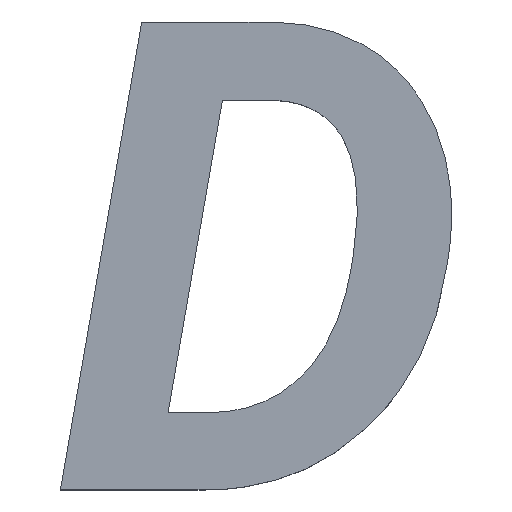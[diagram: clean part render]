
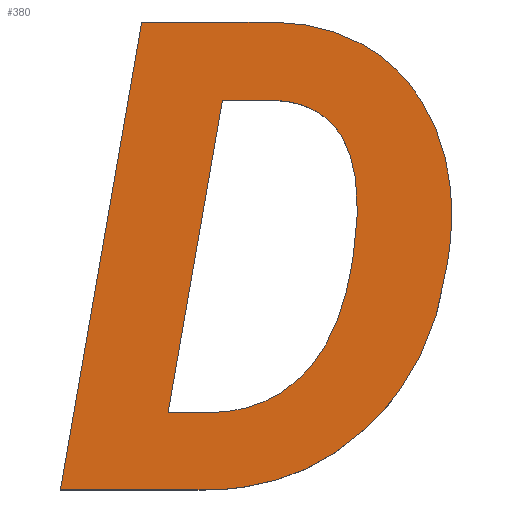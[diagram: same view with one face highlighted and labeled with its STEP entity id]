
A CAD part, top view. The second image highlights one B-rep face of the part: STEP entity #380.
In plain terms, the highlighted planar face has unit normal (0, 0, 1).
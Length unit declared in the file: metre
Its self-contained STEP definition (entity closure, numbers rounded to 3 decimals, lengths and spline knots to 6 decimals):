
#24=CIRCLE('',#407,0.001965);
#25=CIRCLE('',#409,0.003486);
#34=B_SPLINE_CURVE_WITH_KNOTS('',2,(#545,#546,#547),.UNSPECIFIED.,.F.,.F.,
(3,3),(0.,1.),.PIECEWISE_BEZIER_KNOTS.);
#35=B_SPLINE_CURVE_WITH_KNOTS('',2,(#558,#559,#560),.UNSPECIFIED.,.F.,.F.,
(3,3),(0.,1.),.PIECEWISE_BEZIER_KNOTS.);
#36=B_SPLINE_CURVE_WITH_KNOTS('',2,(#573,#574,#575),.UNSPECIFIED.,.F.,.F.,
(3,3),(0.,1.),.PIECEWISE_BEZIER_KNOTS.);
#37=B_SPLINE_CURVE_WITH_KNOTS('',2,(#586,#587,#588),.UNSPECIFIED.,.F.,.F.,
(3,3),(0.,1.),.PIECEWISE_BEZIER_KNOTS.);
#38=B_SPLINE_CURVE_WITH_KNOTS('',2,(#631,#632,#633),.UNSPECIFIED.,.F.,.F.,
(3,3),(0.,1.),.PIECEWISE_BEZIER_KNOTS.);
#39=B_SPLINE_CURVE_WITH_KNOTS('',2,(#648,#649,#650),.UNSPECIFIED.,.F.,.F.,
(3,3),(0.,1.),.PIECEWISE_BEZIER_KNOTS.);
#40=B_SPLINE_CURVE_WITH_KNOTS('',2,(#663,#664,#665),.UNSPECIFIED.,.F.,.F.,
(3,3),(0.,1.),.PIECEWISE_BEZIER_KNOTS.);
#41=B_SPLINE_CURVE_WITH_KNOTS('',2,(#667,#668,#669),.UNSPECIFIED.,.F.,.F.,
(3,3),(0.,1.),.PIECEWISE_BEZIER_KNOTS.);
#128=ORIENTED_EDGE('',*,*,#185,.F.);
#129=ORIENTED_EDGE('',*,*,#188,.F.);
#130=ORIENTED_EDGE('',*,*,#203,.F.);
#131=ORIENTED_EDGE('',*,*,#202,.F.);
#132=ORIENTED_EDGE('',*,*,#190,.F.);
#133=ORIENTED_EDGE('',*,*,#200,.F.);
#134=ORIENTED_EDGE('',*,*,#199,.F.);
#135=ORIENTED_EDGE('',*,*,#197,.F.);
#136=ORIENTED_EDGE('',*,*,#195,.F.);
#137=ORIENTED_EDGE('',*,*,#192,.F.);
#138=ORIENTED_EDGE('',*,*,#183,.F.);
#139=ORIENTED_EDGE('',*,*,#182,.F.);
#140=ORIENTED_EDGE('',*,*,#177,.F.);
#141=ORIENTED_EDGE('',*,*,#175,.F.);
#142=ORIENTED_EDGE('',*,*,#180,.F.);
#143=ORIENTED_EDGE('',*,*,#172,.F.);
#144=ORIENTED_EDGE('',*,*,#170,.F.);
#145=ORIENTED_EDGE('',*,*,#179,.F.);
#170=EDGE_CURVE('',#223,#222,#34,.T.);
#172=EDGE_CURVE('',#222,#224,#35,.T.);
#175=EDGE_CURVE('',#226,#225,#36,.T.);
#177=EDGE_CURVE('',#225,#227,#37,.T.);
#179=EDGE_CURVE('',#228,#223,#255,.T.);
#180=EDGE_CURVE('',#224,#226,#256,.T.);
#182=EDGE_CURVE('',#227,#229,#258,.T.);
#183=EDGE_CURVE('',#229,#228,#259,.T.);
#185=EDGE_CURVE('',#230,#231,#261,.T.);
#188=EDGE_CURVE('',#232,#230,#264,.T.);
#190=EDGE_CURVE('',#233,#234,#266,.T.);
#192=EDGE_CURVE('',#231,#235,#268,.T.);
#195=EDGE_CURVE('',#235,#236,#38,.T.);
#197=EDGE_CURVE('',#236,#237,#24,.F.);
#199=EDGE_CURVE('',#237,#238,#39,.T.);
#200=EDGE_CURVE('',#238,#233,#25,.F.);
#202=EDGE_CURVE('',#234,#239,#40,.T.);
#203=EDGE_CURVE('',#239,#232,#41,.T.);
#222=VERTEX_POINT('',#542);
#223=VERTEX_POINT('',#544);
#224=VERTEX_POINT('',#557);
#225=VERTEX_POINT('',#570);
#226=VERTEX_POINT('',#572);
#227=VERTEX_POINT('',#585);
#228=VERTEX_POINT('',#591);
#229=VERTEX_POINT('',#597);
#230=VERTEX_POINT('',#603);
#231=VERTEX_POINT('',#605);
#232=VERTEX_POINT('',#609);
#233=VERTEX_POINT('',#613);
#234=VERTEX_POINT('',#615);
#235=VERTEX_POINT('',#619);
#236=VERTEX_POINT('',#630);
#237=VERTEX_POINT('',#636);
#238=VERTEX_POINT('',#647);
#239=VERTEX_POINT('',#662);
#255=LINE('',#592,#289);
#256=LINE('',#594,#290);
#258=LINE('',#598,#292);
#259=LINE('',#600,#293);
#261=LINE('',#604,#295);
#264=LINE('',#610,#298);
#266=LINE('',#614,#300);
#268=LINE('',#618,#302);
#289=VECTOR('',#436,1.);
#290=VECTOR('',#439,1.);
#292=VECTOR('',#443,1.);
#293=VECTOR('',#446,1.);
#295=VECTOR('',#450,1.);
#298=VECTOR('',#455,1.);
#300=VECTOR('',#459,1.);
#302=VECTOR('',#463,1.);
#327=EDGE_LOOP('',(#128,#129,#130,#131,#132,#133,#134,#135,#136,#137));
#328=EDGE_LOOP('',(#138,#139,#140,#141,#142,#143,#144,#145));
#349=FACE_BOUND('',#327,.T.);
#350=FACE_BOUND('',#328,.T.);
#361=PLANE('',#410);
#380=ADVANCED_FACE('',(#349,#350),#361,.T.);
#407=AXIS2_PLACEMENT_3D('',#637,#469,#470);
#409=AXIS2_PLACEMENT_3D('',#652,#474,#475);
#410=AXIS2_PLACEMENT_3D('',#666,#477,#478);
#436=DIRECTION('',(1.,-0.008,0.));
#439=DIRECTION('',(0.06,0.998,0.));
#443=DIRECTION('',(-1.,0.006,0.));
#446=DIRECTION('',(-0.171,-0.985,0.));
#450=DIRECTION('',(0.171,0.985,0.));
#455=DIRECTION('',(-1.,0.,0.));
#459=DIRECTION('',(-0.131,-0.991,0.));
#463=DIRECTION('',(1.,-0.002,0.));
#469=DIRECTION('',(0.,0.,1.));
#470=DIRECTION('',(1.,0.,0.));
#474=DIRECTION('',(0.,0.,1.));
#475=DIRECTION('',(1.,0.,0.));
#477=DIRECTION('',(0.,0.,1.));
#478=DIRECTION('',(1.,0.,0.));
#542=CARTESIAN_POINT('',(0.176987,-0.065049,0.0012));
#544=CARTESIAN_POINT('',(0.175712,-0.06563,0.0012));
#545=CARTESIAN_POINT('',(0.175712,-0.06563,0.0012));
#546=CARTESIAN_POINT('',(0.176505,-0.06563,0.0012));
#547=CARTESIAN_POINT('',(0.176987,-0.065049,0.0012));
#557=CARTESIAN_POINT('',(0.177538,-0.063294,0.0012));
#558=CARTESIAN_POINT('',(0.176987,-0.065049,0.0012));
#559=CARTESIAN_POINT('',(0.177468,-0.064468,0.0012));
#560=CARTESIAN_POINT('',(0.177538,-0.063294,0.0012));
#570=CARTESIAN_POINT('',(0.177299,-0.062174,0.0012));
#572=CARTESIAN_POINT('',(0.177546,-0.063168,0.0012));
#573=CARTESIAN_POINT('',(0.177546,-0.063168,0.0012));
#574=CARTESIAN_POINT('',(0.177558,-0.06252,0.0012));
#575=CARTESIAN_POINT('',(0.177299,-0.062174,0.0012));
#585=CARTESIAN_POINT('',(0.176525,-0.061812,0.0012));
#586=CARTESIAN_POINT('',(0.177299,-0.062174,0.0012));
#587=CARTESIAN_POINT('',(0.177039,-0.061829,0.0012));
#588=CARTESIAN_POINT('',(0.176525,-0.061812,0.0012));
#591=CARTESIAN_POINT('',(0.175234,-0.065626,0.0012));
#592=CARTESIAN_POINT('',(0.175473,-0.065628,0.0012));
#594=CARTESIAN_POINT('',(0.177542,-0.063231,0.0012));
#597=CARTESIAN_POINT('',(0.175897,-0.061809,0.0012));
#598=CARTESIAN_POINT('',(0.176211,-0.061811,0.0012));
#600=CARTESIAN_POINT('',(0.175565,-0.063718,0.0012));
#603=CARTESIAN_POINT('',(0.173918,-0.066573,0.0012));
#604=CARTESIAN_POINT('',(0.174414,-0.063714,0.0012));
#605=CARTESIAN_POINT('',(0.174911,-0.060855,0.0012));
#609=CARTESIAN_POINT('',(0.175685,-0.066573,0.0012));
#610=CARTESIAN_POINT('',(0.174801,-0.066573,0.0012));
#613=CARTESIAN_POINT('',(0.178677,-0.063588,0.0012));
#614=CARTESIAN_POINT('',(0.178663,-0.063692,0.0012));
#615=CARTESIAN_POINT('',(0.178649,-0.063797,0.0012));
#618=CARTESIAN_POINT('',(0.175732,-0.060857,0.0012));
#619=CARTESIAN_POINT('',(0.176553,-0.060859,0.0012));
#630=CARTESIAN_POINT('',(0.177591,-0.061119,0.0012));
#631=CARTESIAN_POINT('',(0.176553,-0.060859,0.0012));
#632=CARTESIAN_POINT('',(0.17713,-0.06087,0.0012));
#633=CARTESIAN_POINT('',(0.177591,-0.061119,0.0012));
#636=CARTESIAN_POINT('',(0.178339,-0.061836,0.0012));
#637=CARTESIAN_POINT('',(0.176652,-0.062846,0.0012));
#647=CARTESIAN_POINT('',(0.178684,-0.062889,0.0012));
#648=CARTESIAN_POINT('',(0.178339,-0.061836,0.0012));
#649=CARTESIAN_POINT('',(0.178626,-0.062304,0.0012));
#650=CARTESIAN_POINT('',(0.178684,-0.062889,0.0012));
#652=CARTESIAN_POINT('',(0.175213,-0.0632,0.0012));
#662=CARTESIAN_POINT('',(0.177662,-0.065813,0.0012));
#663=CARTESIAN_POINT('',(0.178649,-0.063797,0.0012));
#664=CARTESIAN_POINT('',(0.178477,-0.065053,0.0012));
#665=CARTESIAN_POINT('',(0.177662,-0.065813,0.0012));
#666=CARTESIAN_POINT('',(0.07858,-0.042385,0.0012));
#667=CARTESIAN_POINT('',(0.177662,-0.065813,0.0012));
#668=CARTESIAN_POINT('',(0.176847,-0.066573,0.0012));
#669=CARTESIAN_POINT('',(0.175685,-0.066573,0.0012));
